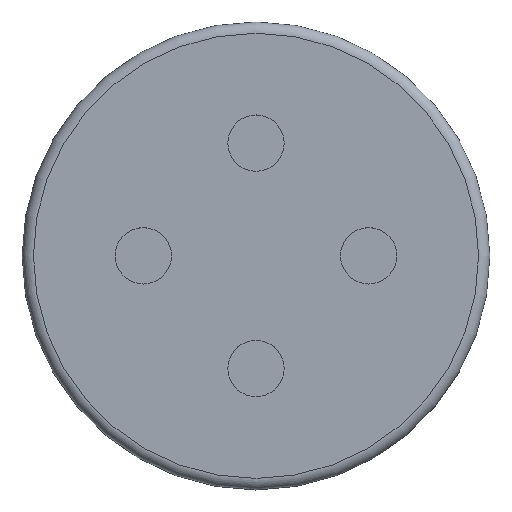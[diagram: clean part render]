
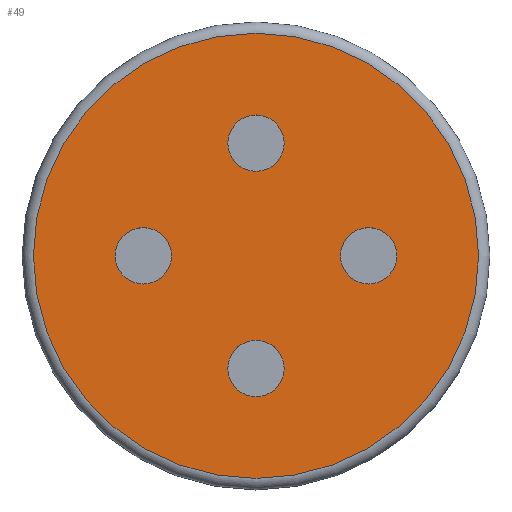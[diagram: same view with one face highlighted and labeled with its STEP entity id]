
A CAD part, top view. The second image highlights one B-rep face of the part: STEP entity #49.
In plain terms, the highlighted planar face has unit normal (0, 0, 1).
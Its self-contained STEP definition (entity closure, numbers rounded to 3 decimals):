
#49 = ADVANCED_FACE('',(#50,#61,#72,#83,#94),#105,.T.);
#50 = FACE_BOUND('',#51,.T.);
#51 = EDGE_LOOP('',(#52));
#52 = ORIENTED_EDGE('',*,*,#53,.F.);
#53 = EDGE_CURVE('',#54,#54,#56,.T.);
#54 = VERTEX_POINT('',#55);
#55 = CARTESIAN_POINT('',(-1.,0.25,1.6));
#56 = CIRCLE('',#57,0.25);
#57 = AXIS2_PLACEMENT_3D('',#58,#59,#60);
#58 = CARTESIAN_POINT('',(-1.,0.,1.6));
#59 = DIRECTION('',(0.,-0.,1.));
#60 = DIRECTION('',(0.,1.,0.));
#61 = FACE_BOUND('',#62,.T.);
#62 = EDGE_LOOP('',(#63));
#63 = ORIENTED_EDGE('',*,*,#64,.F.);
#64 = EDGE_CURVE('',#65,#65,#67,.T.);
#65 = VERTEX_POINT('',#66);
#66 = CARTESIAN_POINT('',(-0.25,-1.,1.6));
#67 = CIRCLE('',#68,0.25);
#68 = AXIS2_PLACEMENT_3D('',#69,#70,#71);
#69 = CARTESIAN_POINT('',(0.,-1.,1.6));
#70 = DIRECTION('',(0.,0.,1.));
#71 = DIRECTION('',(-1.,0.,0.));
#72 = FACE_BOUND('',#73,.T.);
#73 = EDGE_LOOP('',(#74));
#74 = ORIENTED_EDGE('',*,*,#75,.F.);
#75 = EDGE_CURVE('',#76,#76,#78,.T.);
#76 = VERTEX_POINT('',#77);
#77 = CARTESIAN_POINT('',(1.,-0.25,1.6));
#78 = CIRCLE('',#79,0.25);
#79 = AXIS2_PLACEMENT_3D('',#80,#81,#82);
#80 = CARTESIAN_POINT('',(1.,0.,1.6));
#81 = DIRECTION('',(-0.,0.,1.));
#82 = DIRECTION('',(0.,-1.,0.));
#83 = FACE_BOUND('',#84,.T.);
#84 = EDGE_LOOP('',(#85));
#85 = ORIENTED_EDGE('',*,*,#86,.F.);
#86 = EDGE_CURVE('',#87,#87,#89,.T.);
#87 = VERTEX_POINT('',#88);
#88 = CARTESIAN_POINT('',(0.25,1.,1.6));
#89 = CIRCLE('',#90,0.25);
#90 = AXIS2_PLACEMENT_3D('',#91,#92,#93);
#91 = CARTESIAN_POINT('',(0.,1.,1.6));
#92 = DIRECTION('',(0.,0.,1.));
#93 = DIRECTION('',(1.,0.,0.));
#94 = FACE_BOUND('',#95,.T.);
#95 = EDGE_LOOP('',(#96));
#96 = ORIENTED_EDGE('',*,*,#97,.T.);
#97 = EDGE_CURVE('',#98,#98,#100,.T.);
#98 = VERTEX_POINT('',#99);
#99 = CARTESIAN_POINT('',(1.975,0.,1.6));
#100 = CIRCLE('',#101,1.975);
#101 = AXIS2_PLACEMENT_3D('',#102,#103,#104);
#102 = CARTESIAN_POINT('',(0.,0.,1.6));
#103 = DIRECTION('',(0.,0.,1.));
#104 = DIRECTION('',(1.,0.,0.));
#105 = PLANE('',#106);
#106 = AXIS2_PLACEMENT_3D('',#107,#108,#109);
#107 = CARTESIAN_POINT('',(0.,0.,1.6));
#108 = DIRECTION('',(0.,0.,1.));
#109 = DIRECTION('',(1.,0.,0.));
